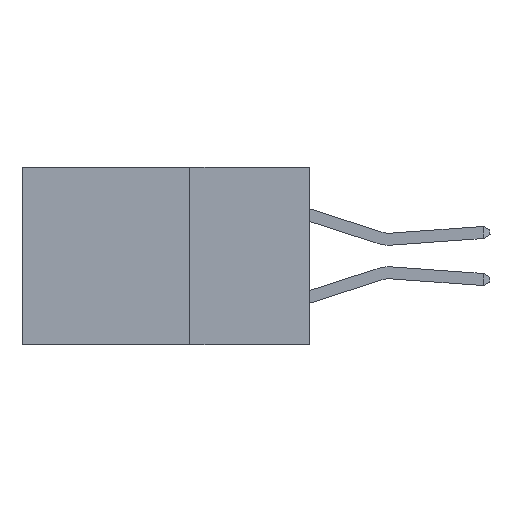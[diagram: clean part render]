
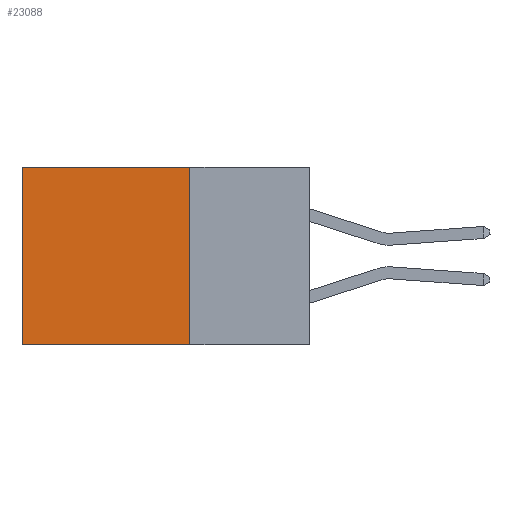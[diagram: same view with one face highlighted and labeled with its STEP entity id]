
A CAD part, left-side view. The second image highlights one B-rep face of the part: STEP entity #23088.
In plain terms, the highlighted planar face has unit normal (-1, 0, 0).
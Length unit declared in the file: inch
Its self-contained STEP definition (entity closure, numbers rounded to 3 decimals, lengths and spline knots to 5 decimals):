
#914 = EDGE_CURVE ( 'NONE', #19300, #18717, #7669, .T. ) ;
#1007 = VECTOR ( 'NONE', #7393, 39.37008 ) ;
#1599 = CARTESIAN_POINT ( 'NONE',  ( 0.2615, 0.25, -0.37 ) ) ;
#3370 = EDGE_CURVE ( 'NONE', #10943, #3875, #15613, .T. ) ;
#3856 = VECTOR ( 'NONE', #16020, 39.37008 ) ;
#3875 = VERTEX_POINT ( 'NONE', #26052 ) ;
#4630 = LINE ( 'NONE', #25370, #13270 ) ;
#5982 = DIRECTION ( 'NONE',  ( 0., 0., -1. ) ) ;
#6926 = CARTESIAN_POINT ( 'NONE',  ( 0.2615, 0.25, 0. ) ) ;
#7393 = DIRECTION ( 'NONE',  ( 0., 1., 0. ) ) ;
#7669 = LINE ( 'NONE', #13738, #1007 ) ;
#8395 = DIRECTION ( 'NONE',  ( 1., 0., 0. ) ) ;
#10151 = VECTOR ( 'NONE', #10950, 39.37008 ) ;
#10343 = ORIENTED_EDGE ( 'NONE', *, *, #3370, .T. ) ;
#10943 = VERTEX_POINT ( 'NONE', #6926 ) ;
#10950 = DIRECTION ( 'NONE',  ( 0., 0., -1. ) ) ;
#11078 = AXIS2_PLACEMENT_3D ( 'NONE', #12177, #8395, #5982 ) ;
#11084 = CARTESIAN_POINT ( 'NONE',  ( 0.2615, 0.6, -0.37 ) ) ;
#11885 = ORIENTED_EDGE ( 'NONE', *, *, #914, .F. ) ;
#12177 = CARTESIAN_POINT ( 'NONE',  ( 0.2615, 0.25, -0.37 ) ) ;
#12313 = LINE ( 'NONE', #11084, #10151 ) ;
#13270 = VECTOR ( 'NONE', #21143, 39.37008 ) ;
#13738 = CARTESIAN_POINT ( 'NONE',  ( 0.2615, 0.25, -0.37 ) ) ;
#14724 = FACE_OUTER_BOUND ( 'NONE', #22295, .T. ) ;
#15544 = ORIENTED_EDGE ( 'NONE', *, *, #15777, .T. ) ;
#15613 = LINE ( 'NONE', #18197, #3856 ) ;
#15777 = EDGE_CURVE ( 'NONE', #3875, #18717, #12313, .T. ) ;
#16020 = DIRECTION ( 'NONE',  ( 0., 1., 0. ) ) ;
#16388 = PLANE ( 'NONE',  #11078 ) ;
#17505 = ORIENTED_EDGE ( 'NONE', *, *, #25883, .F. ) ;
#18197 = CARTESIAN_POINT ( 'NONE',  ( 0.2615, 0.25, 0. ) ) ;
#18717 = VERTEX_POINT ( 'NONE', #22078 ) ;
#19300 = VERTEX_POINT ( 'NONE', #1599 ) ;
#21143 = DIRECTION ( 'NONE',  ( 0., 0., -1. ) ) ;
#22078 = CARTESIAN_POINT ( 'NONE',  ( 0.2615, 0.6, -0.37 ) ) ;
#22295 = EDGE_LOOP ( 'NONE', ( #15544, #11885, #17505, #10343 ) ) ;
#23088 = ADVANCED_FACE ( 'NONE', ( #14724 ), #16388, .F. ) ;
#25370 = CARTESIAN_POINT ( 'NONE',  ( 0.2615, 0.25, -0.37 ) ) ;
#25883 = EDGE_CURVE ( 'NONE', #10943, #19300, #4630, .T. ) ;
#26052 = CARTESIAN_POINT ( 'NONE',  ( 0.2615, 0.6, 0. ) ) ;
